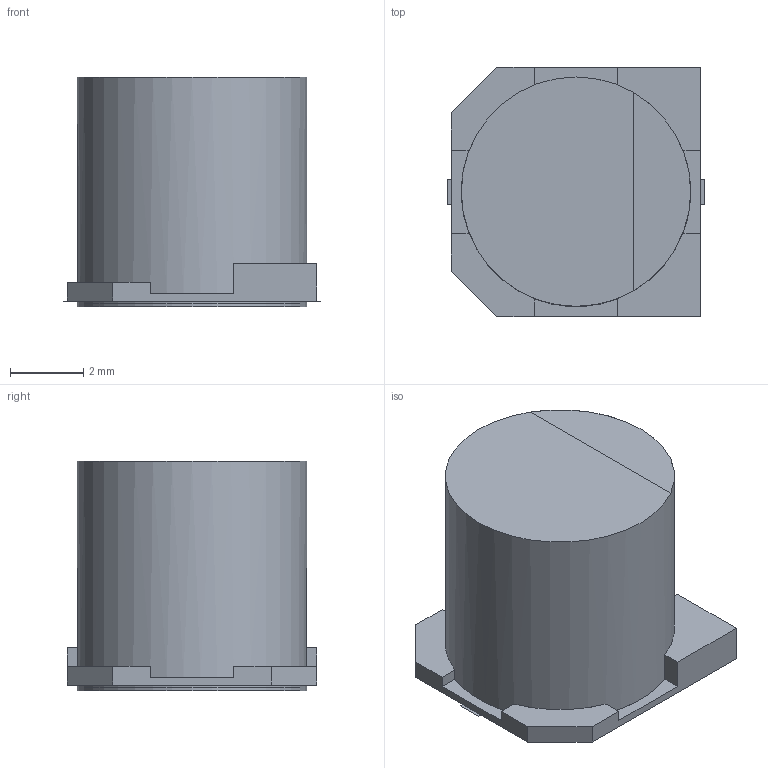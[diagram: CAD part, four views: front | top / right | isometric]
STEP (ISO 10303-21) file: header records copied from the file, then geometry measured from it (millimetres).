
FILE_DESCRIPTION(('Open CASCADE Model'),'2;1');
FILE_NAME('Open CASCADE Shape Model','2025-05-27T17:57:31',('Author'),( 'Open CASCADE'),'Open CASCADE STEP processor 7.5','Open CASCADE 7.5' ,'Unknown');
FILE_SCHEMA(('AUTOMOTIVE_DESIGN { 1 0 10303 214 1 1 1 1 }'));
Length unit declared in the file: millimetre
Products named in the file (11): PCB; Designator1; 8638514640; base; Open CASCADE STEP translator 7.5 16.1.1; cylinder; Open CASCADE STEP translator 7.5 16.2.1; Open CASCADE STEP translator 7.5 16.2.2; mark; Open CASCADE STEP translator 7.5 16.3.1; lead
Assembly tree (10 placements, depth 4):
  PCB
  Designator1
    8638514640
      base
        Open CASCADE STEP translator 7.5 16.1.1
      cylinder
        Open CASCADE STEP translator 7.5 16.2.1
        Open CASCADE STEP translator 7.5 16.2.2
      mark
        Open CASCADE STEP translator 7.5 16.3.1
      lead  x2
Bounding box: 7 x 6.8 x 6.25 mm (x, y, z)
Volume: 197 mm3; surface area: 322.9 mm2
Topology: 5 solids, 6 shells, 69 faces, 153 edges, 95 vertices
Faces by surface type: plane 57, cylinder 12
Full cylindrical faces by diameter (mm): 5.469 x1, 6.25 x3
Entity records: 1958 total; most frequent: DIRECTION 323, CARTESIAN_POINT 302, ORIENTED_EDGE 279, EDGE_CURVE 141, AXIS2_PLACEMENT_3D 108, LINE 107, VECTOR 107, VERTEX_POINT 87
